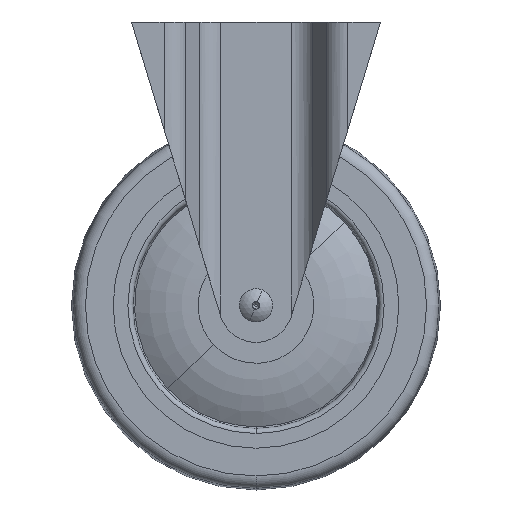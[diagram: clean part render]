
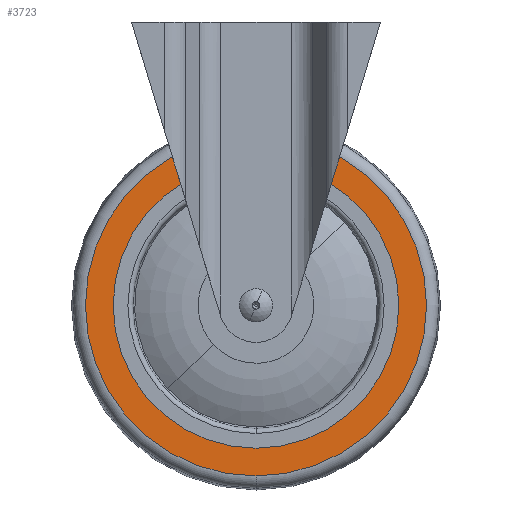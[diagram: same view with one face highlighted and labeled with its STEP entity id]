
A CAD part, top view. The second image highlights one B-rep face of the part: STEP entity #3723.
In plain terms, the highlighted planar face has unit normal (0, 0, 1).
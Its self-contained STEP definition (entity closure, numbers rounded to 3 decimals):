
#390 = CARTESIAN_POINT ( 'NONE',  ( 0., -115., 16. ) ) ;
#523 = AXIS2_PLACEMENT_3D ( 'NONE', #7953, #9313, #1303 ) ;
#562 = CARTESIAN_POINT ( 'NONE',  ( 0., -115., 16. ) ) ;
#568 = PLANE ( 'NONE',  #523 ) ;
#594 = EDGE_LOOP ( 'NONE', ( #7331, #2126 ) ) ;
#1076 = AXIS2_PLACEMENT_3D ( 'NONE', #390, #6199, #3966 ) ;
#1291 = CIRCLE ( 'NONE', #4982, 69.25 ) ;
#1303 = DIRECTION ( 'NONE',  ( 0., 1., 0. ) ) ;
#1351 = ORIENTED_EDGE ( 'NONE', *, *, #8903, .F. ) ;
#1731 = ORIENTED_EDGE ( 'NONE', *, *, #8217, .F. ) ;
#2126 = ORIENTED_EDGE ( 'NONE', *, *, #2831, .T. ) ;
#2488 = AXIS2_PLACEMENT_3D ( 'NONE', #3340, #5596, #5475 ) ;
#2831 = EDGE_CURVE ( 'NONE', #8962, #6200, #1291, .T. ) ;
#3309 = DIRECTION ( 'NONE',  ( 0., 0., 1. ) ) ;
#3340 = CARTESIAN_POINT ( 'NONE',  ( 0., -115., 16. ) ) ;
#3723 = ADVANCED_FACE ( 'NONE', ( #5215, #6584 ), #568, .F. ) ;
#3966 = DIRECTION ( 'NONE',  ( 0., 1., 0. ) ) ;
#4211 = VERTEX_POINT ( 'NONE', #7805 ) ;
#4253 = DIRECTION ( 'NONE',  ( 0., 0., 1. ) ) ;
#4982 = AXIS2_PLACEMENT_3D ( 'NONE', #562, #4253, #5641 ) ;
#5215 = FACE_OUTER_BOUND ( 'NONE', #594, .T. ) ;
#5475 = DIRECTION ( 'NONE',  ( 0., -1., 0. ) ) ;
#5486 = EDGE_CURVE ( 'NONE', #6200, #8962, #7451, .T. ) ;
#5596 = DIRECTION ( 'NONE',  ( 0., 0., 1. ) ) ;
#5641 = DIRECTION ( 'NONE',  ( 0., 1., 0. ) ) ;
#6199 = DIRECTION ( 'NONE',  ( 0., 0., 1. ) ) ;
#6200 = VERTEX_POINT ( 'NONE', #7077 ) ;
#6240 = AXIS2_PLACEMENT_3D ( 'NONE', #8376, #3309, #9100 ) ;
#6584 = FACE_BOUND ( 'NONE', #7695, .T. ) ;
#6666 = CARTESIAN_POINT ( 'NONE',  ( 0., -173., 16. ) ) ;
#7077 = CARTESIAN_POINT ( 'NONE',  ( 0., -45.75, 16. ) ) ;
#7175 = CIRCLE ( 'NONE', #6240, 58. ) ;
#7331 = ORIENTED_EDGE ( 'NONE', *, *, #5486, .T. ) ;
#7451 = CIRCLE ( 'NONE', #1076, 69.25 ) ;
#7695 = EDGE_LOOP ( 'NONE', ( #1351, #1731 ) ) ;
#7805 = CARTESIAN_POINT ( 'NONE',  ( 0., -57., 16. ) ) ;
#7953 = CARTESIAN_POINT ( 'NONE',  ( 37.5, -115., 16. ) ) ;
#8217 = EDGE_CURVE ( 'NONE', #4211, #9136, #7175, .T. ) ;
#8376 = CARTESIAN_POINT ( 'NONE',  ( 0., -115., 16. ) ) ;
#8903 = EDGE_CURVE ( 'NONE', #9136, #4211, #8982, .T. ) ;
#8962 = VERTEX_POINT ( 'NONE', #9353 ) ;
#8982 = CIRCLE ( 'NONE', #2488, 58. ) ;
#9100 = DIRECTION ( 'NONE',  ( 0., -1., 0. ) ) ;
#9136 = VERTEX_POINT ( 'NONE', #6666 ) ;
#9313 = DIRECTION ( 'NONE',  ( 0., 0., -1. ) ) ;
#9353 = CARTESIAN_POINT ( 'NONE',  ( 0., -184.25, 16. ) ) ;
